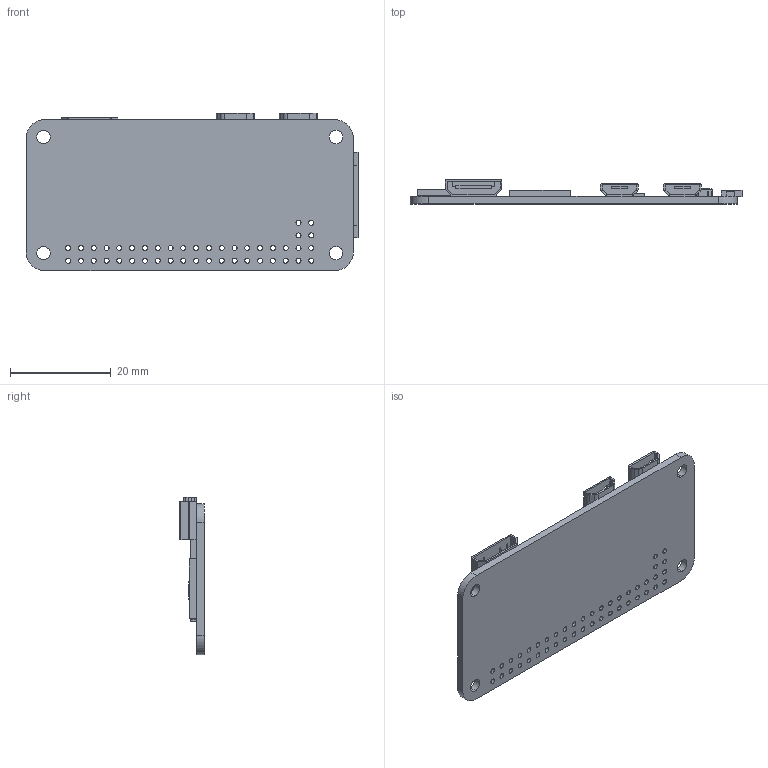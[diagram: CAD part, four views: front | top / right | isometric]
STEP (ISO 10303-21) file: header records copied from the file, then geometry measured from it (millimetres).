
FILE_DESCRIPTION (( 'STEP AP203' ), '1' );
FILE_NAME ('RaspberryPiZeroW.STEP', '2017-03-17T01:08:01', ( '' ), ( '' ), 'SwSTEP 2.0', 'SolidWorks 2016', '' );
FILE_SCHEMA (( 'CONFIG_CONTROL_DESIGN' ));
Length unit declared in the file: millimetre
Products named in the file (1): RaspberryPiZeroW
Bounding box: 65.9 x 4.8 x 31.25 mm (x, y, z)
Volume: 3271.4 mm3; surface area: 5741.1 mm2
Topology: 2 solids, 2 shells, 368 faces, 1024 edges, 666 vertices
Faces by surface type: plane 200, cylinder 160, sphere 8
Entity records: 12040 total; most frequent: DIRECTION 2075, CARTESIAN_POINT 2051, ORIENTED_EDGE 2032, EDGE_CURVE 1016, LINE 695, VECTOR 695, AXIS2_PLACEMENT_3D 690, VERTEX_POINT 666
